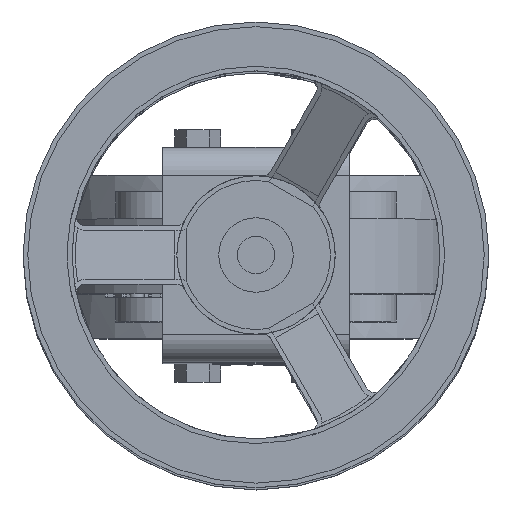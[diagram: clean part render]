
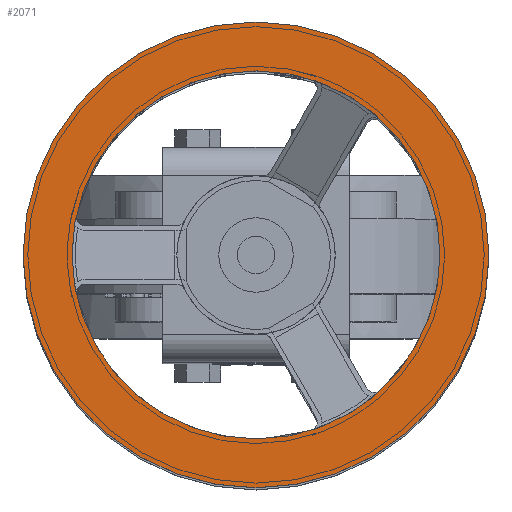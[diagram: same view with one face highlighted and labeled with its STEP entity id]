
A CAD part, top view. The second image highlights one B-rep face of the part: STEP entity #2071.
In plain terms, the highlighted planar face has unit normal (0, 0, 1).
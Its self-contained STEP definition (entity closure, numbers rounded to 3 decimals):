
#2071 = ADVANCED_FACE( '', ( #4290, #4291 ), #4292, .T. );
#4290 = FACE_BOUND( '', #7584, .T. );
#4291 = FACE_OUTER_BOUND( '', #7585, .T. );
#4292 = PLANE( '', #7586 );
#7584 = EDGE_LOOP( '', ( #15645 ) );
#7585 = EDGE_LOOP( '', ( #15646 ) );
#7586 = AXIS2_PLACEMENT_3D( '', #15647, #15648, #15649 );
#15645 = ORIENTED_EDGE( '', *, *, #17826, .T. );
#15646 = ORIENTED_EDGE( '', *, *, #15856, .F. );
#15647 = CARTESIAN_POINT( '', ( -100., 0., 50. ) );
#15648 = DIRECTION( '', ( 0., 0., 1. ) );
#15649 = DIRECTION( '', ( 1., 0., 0. ) );
#15856 = EDGE_CURVE( '', #18272, #18272, #18273, .T. );
#17826 = EDGE_CURVE( '', #21276, #21276, #21277, .T. );
#18272 = VERTEX_POINT( '', #22018 );
#18273 = CIRCLE( '', #22019, 100. );
#21276 = VERTEX_POINT( '', #31489 );
#21277 = CIRCLE( '', #31490, 79. );
#22018 = CARTESIAN_POINT( '', ( -100., 0., 50. ) );
#22019 = AXIS2_PLACEMENT_3D( '', #32586, #32587, #32588 );
#31489 = CARTESIAN_POINT( '', ( -79., 0., 50. ) );
#31490 = AXIS2_PLACEMENT_3D( '', #33882, #33883, #33884 );
#32586 = CARTESIAN_POINT( '', ( 0., 0., 50. ) );
#32587 = DIRECTION( '', ( 0., 0., -1. ) );
#32588 = DIRECTION( '', ( -1., 0., 0. ) );
#33882 = CARTESIAN_POINT( '', ( 0., 0., 50. ) );
#33883 = DIRECTION( '', ( 0., 0., -1. ) );
#33884 = DIRECTION( '', ( -1., 0., 0. ) );
